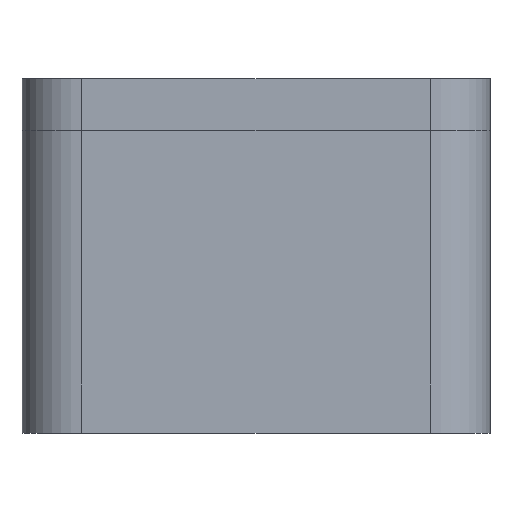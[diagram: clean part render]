
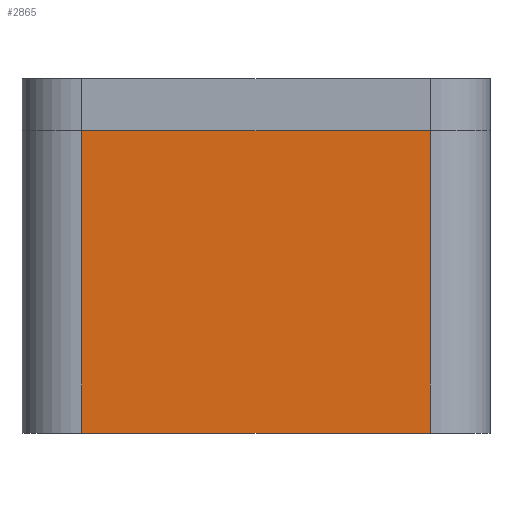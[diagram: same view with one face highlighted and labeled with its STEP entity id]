
A CAD part, top view. The second image highlights one B-rep face of the part: STEP entity #2865.
In plain terms, the highlighted planar face has unit normal (0, 0, 1).
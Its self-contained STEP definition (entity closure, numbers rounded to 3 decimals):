
#726 = PLANE('',#727);
#727 = AXIS2_PLACEMENT_3D('',#728,#729,#730);
#728 = CARTESIAN_POINT('',(-3.345,0.,1.645));
#729 = DIRECTION('',(0.,0.,1.));
#730 = DIRECTION('',(1.,0.,0.));
#1114 = PLANE('',#1115);
#1115 = AXIS2_PLACEMENT_3D('',#1116,#1117,#1118);
#1116 = CARTESIAN_POINT('',(0.,-6.8,0.)
  );
#1117 = DIRECTION('',(0.,-1.,0.));
#1118 = DIRECTION('',(0.,0.,-1.));
#1676 = VERTEX_POINT('',#1677);
#1677 = CARTESIAN_POINT('',(-3.345,-1.,1.645));
#1713 = CYLINDRICAL_SURFACE('',#1714,1.145);
#1714 = AXIS2_PLACEMENT_3D('',#1715,#1716,#1717);
#1715 = CARTESIAN_POINT('',(-3.345,0.,0.5));
#1716 = DIRECTION('',(0.,1.,0.));
#1717 = DIRECTION('',(1.,0.,0.));
#1731 = EDGE_CURVE('',#1676,#1732,#1734,.T.);
#1732 = VERTEX_POINT('',#1733);
#1733 = CARTESIAN_POINT('',(3.345,-1.,1.645));
#1734 = SURFACE_CURVE('',#1735,(#1739,#1746),.PCURVE_S1.);
#1735 = LINE('',#1736,#1737);
#1736 = CARTESIAN_POINT('',(-3.345,-1.,1.645));
#1737 = VECTOR('',#1738,1.);
#1738 = DIRECTION('',(1.,0.,0.));
#1739 = PCURVE('',#726,#1740);
#1740 = DEFINITIONAL_REPRESENTATION('',(#1741),#1745);
#1741 = LINE('',#1742,#1743);
#1742 = CARTESIAN_POINT('',(0.,-1.));
#1743 = VECTOR('',#1744,1.);
#1744 = DIRECTION('',(1.,0.));
#1745 = ( GEOMETRIC_REPRESENTATION_CONTEXT(2) 
PARAMETRIC_REPRESENTATION_CONTEXT() REPRESENTATION_CONTEXT('2D SPACE',''
  ) );
#1746 = PCURVE('',#1747,#1752);
#1747 = PLANE('',#1748);
#1748 = AXIS2_PLACEMENT_3D('',#1749,#1750,#1751);
#1749 = CARTESIAN_POINT('',(-3.345,0.,1.645));
#1750 = DIRECTION('',(0.,0.,1.));
#1751 = DIRECTION('',(1.,0.,0.));
#1752 = DEFINITIONAL_REPRESENTATION('',(#1753),#1757);
#1753 = LINE('',#1754,#1755);
#1754 = CARTESIAN_POINT('',(0.,-1.));
#1755 = VECTOR('',#1756,1.);
#1756 = DIRECTION('',(1.,0.));
#1757 = ( GEOMETRIC_REPRESENTATION_CONTEXT(2) 
PARAMETRIC_REPRESENTATION_CONTEXT() REPRESENTATION_CONTEXT('2D SPACE',''
  ) );
#1800 = CYLINDRICAL_SURFACE('',#1801,1.145);
#1801 = AXIS2_PLACEMENT_3D('',#1802,#1803,#1804);
#1802 = CARTESIAN_POINT('',(3.345,0.,0.5));
#1803 = DIRECTION('',(0.,1.,0.));
#1804 = DIRECTION('',(1.,0.,0.));
#1868 = VERTEX_POINT('',#1869);
#1869 = CARTESIAN_POINT('',(3.345,-6.8,1.645));
#1891 = EDGE_CURVE('',#1892,#1868,#1894,.T.);
#1892 = VERTEX_POINT('',#1893);
#1893 = CARTESIAN_POINT('',(-3.345,-6.8,1.645));
#1894 = SURFACE_CURVE('',#1895,(#1899,#1906),.PCURVE_S1.);
#1895 = LINE('',#1896,#1897);
#1896 = CARTESIAN_POINT('',(-3.345,-6.8,1.645));
#1897 = VECTOR('',#1898,1.);
#1898 = DIRECTION('',(1.,0.,0.));
#1899 = PCURVE('',#1114,#1900);
#1900 = DEFINITIONAL_REPRESENTATION('',(#1901),#1905);
#1901 = LINE('',#1902,#1903);
#1902 = CARTESIAN_POINT('',(-1.645,-3.345));
#1903 = VECTOR('',#1904,1.);
#1904 = DIRECTION('',(0.,1.));
#1905 = ( GEOMETRIC_REPRESENTATION_CONTEXT(2) 
PARAMETRIC_REPRESENTATION_CONTEXT() REPRESENTATION_CONTEXT('2D SPACE',''
  ) );
#1906 = PCURVE('',#1747,#1907);
#1907 = DEFINITIONAL_REPRESENTATION('',(#1908),#1912);
#1908 = LINE('',#1909,#1910);
#1909 = CARTESIAN_POINT('',(0.,-6.8));
#1910 = VECTOR('',#1911,1.);
#1911 = DIRECTION('',(1.,0.));
#1912 = ( GEOMETRIC_REPRESENTATION_CONTEXT(2) 
PARAMETRIC_REPRESENTATION_CONTEXT() REPRESENTATION_CONTEXT('2D SPACE',''
  ) );
#2843 = EDGE_CURVE('',#1676,#1892,#2844,.T.);
#2844 = SURFACE_CURVE('',#2845,(#2849,#2856),.PCURVE_S1.);
#2845 = LINE('',#2846,#2847);
#2846 = CARTESIAN_POINT('',(-3.345,0.,1.645));
#2847 = VECTOR('',#2848,1.);
#2848 = DIRECTION('',(0.,-1.,0.));
#2849 = PCURVE('',#1713,#2850);
#2850 = DEFINITIONAL_REPRESENTATION('',(#2851),#2855);
#2851 = LINE('',#2852,#2853);
#2852 = CARTESIAN_POINT('',(-1.571,0.));
#2853 = VECTOR('',#2854,1.);
#2854 = DIRECTION('',(-0.,-1.));
#2855 = ( GEOMETRIC_REPRESENTATION_CONTEXT(2) 
PARAMETRIC_REPRESENTATION_CONTEXT() REPRESENTATION_CONTEXT('2D SPACE',''
  ) );
#2856 = PCURVE('',#1747,#2857);
#2857 = DEFINITIONAL_REPRESENTATION('',(#2858),#2862);
#2858 = LINE('',#2859,#2860);
#2859 = CARTESIAN_POINT('',(0.,0.));
#2860 = VECTOR('',#2861,1.);
#2861 = DIRECTION('',(0.,-1.));
#2862 = ( GEOMETRIC_REPRESENTATION_CONTEXT(2) 
PARAMETRIC_REPRESENTATION_CONTEXT() REPRESENTATION_CONTEXT('2D SPACE',''
  ) );
#2865 = ADVANCED_FACE('',(#2866),#1747,.T.);
#2866 = FACE_BOUND('',#2867,.T.);
#2867 = EDGE_LOOP('',(#2868,#2869,#2870,#2871));
#2868 = ORIENTED_EDGE('',*,*,#1731,.F.);
#2869 = ORIENTED_EDGE('',*,*,#2843,.T.);
#2870 = ORIENTED_EDGE('',*,*,#1891,.T.);
#2871 = ORIENTED_EDGE('',*,*,#2872,.F.);
#2872 = EDGE_CURVE('',#1732,#1868,#2873,.T.);
#2873 = SURFACE_CURVE('',#2874,(#2878,#2885),.PCURVE_S1.);
#2874 = LINE('',#2875,#2876);
#2875 = CARTESIAN_POINT('',(3.345,0.,1.645));
#2876 = VECTOR('',#2877,1.);
#2877 = DIRECTION('',(0.,-1.,0.));
#2878 = PCURVE('',#1747,#2879);
#2879 = DEFINITIONAL_REPRESENTATION('',(#2880),#2884);
#2880 = LINE('',#2881,#2882);
#2881 = CARTESIAN_POINT('',(6.69,0.));
#2882 = VECTOR('',#2883,1.);
#2883 = DIRECTION('',(0.,-1.));
#2884 = ( GEOMETRIC_REPRESENTATION_CONTEXT(2) 
PARAMETRIC_REPRESENTATION_CONTEXT() REPRESENTATION_CONTEXT('2D SPACE',''
  ) );
#2885 = PCURVE('',#1800,#2886);
#2886 = DEFINITIONAL_REPRESENTATION('',(#2887),#2891);
#2887 = LINE('',#2888,#2889);
#2888 = CARTESIAN_POINT('',(-1.571,0.));
#2889 = VECTOR('',#2890,1.);
#2890 = DIRECTION('',(-0.,-1.));
#2891 = ( GEOMETRIC_REPRESENTATION_CONTEXT(2) 
PARAMETRIC_REPRESENTATION_CONTEXT() REPRESENTATION_CONTEXT('2D SPACE',''
  ) );
